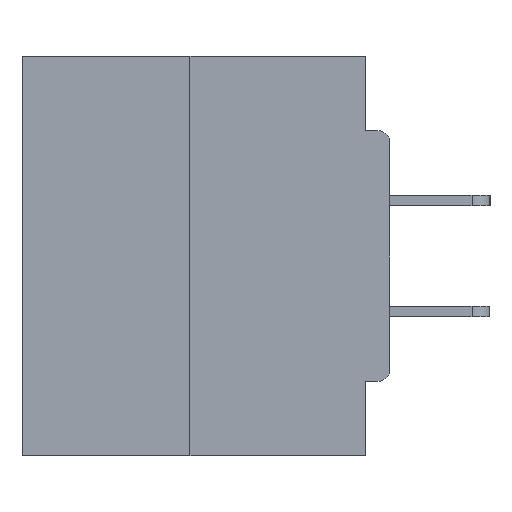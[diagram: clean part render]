
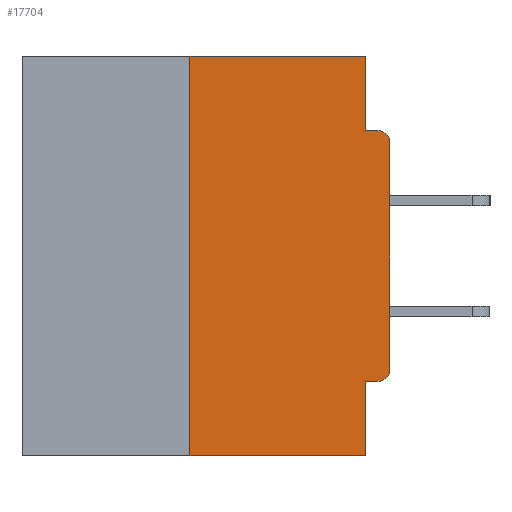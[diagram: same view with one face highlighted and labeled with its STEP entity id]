
A CAD part, left-side view. The second image highlights one B-rep face of the part: STEP entity #17704.
In plain terms, the highlighted planar face has unit normal (-1, 0, 0).
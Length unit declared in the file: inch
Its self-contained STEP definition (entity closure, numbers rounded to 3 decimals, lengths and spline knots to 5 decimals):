
#61 = VERTEX_POINT ( 'NONE', #24424 ) ;
#826 = CARTESIAN_POINT ( 'NONE',  ( 0., 0.031, -0.5 ) ) ;
#1346 = CARTESIAN_POINT ( 'NONE',  ( 0., 0., -0.0935 ) ) ;
#1358 = DIRECTION ( 'NONE',  ( 0., -1., 0. ) ) ;
#1902 = CARTESIAN_POINT ( 'NONE',  ( 0., 0.25, -0.5 ) ) ;
#2159 = EDGE_CURVE ( 'NONE', #22110, #20046, #4879, .T. ) ;
#3845 = EDGE_CURVE ( 'NONE', #7791, #61, #8928, .T. ) ;
#4120 = AXIS2_PLACEMENT_3D ( 'NONE', #25169, #14694, #25392 ) ;
#4481 = VECTOR ( 'NONE', #24613, 39.37008 ) ;
#4879 = LINE ( 'NONE', #29008, #32452 ) ;
#5189 = DIRECTION ( 'NONE',  ( -1., 0., 0. ) ) ;
#5672 = LINE ( 'NONE', #26121, #18417 ) ;
#6330 = ORIENTED_EDGE ( 'NONE', *, *, #25365, .F. ) ;
#6756 = VERTEX_POINT ( 'NONE', #24447 ) ;
#7433 = CARTESIAN_POINT ( 'NONE',  ( 0., 0.015, -0.1085 ) ) ;
#7791 = VERTEX_POINT ( 'NONE', #13453 ) ;
#8810 = CARTESIAN_POINT ( 'NONE',  ( 0., 0.015, -0.0935 ) ) ;
#8928 = LINE ( 'NONE', #33921, #29086 ) ;
#9099 = VERTEX_POINT ( 'NONE', #28743 ) ;
#9341 = ORIENTED_EDGE ( 'NONE', *, *, #3845, .T. ) ;
#10208 = EDGE_CURVE ( 'NONE', #61, #22760, #32795, .T. ) ;
#10397 = AXIS2_PLACEMENT_3D ( 'NONE', #7433, #25844, #28480 ) ;
#10711 = ORIENTED_EDGE ( 'NONE', *, *, #15541, .F. ) ;
#13364 = LINE ( 'NONE', #14047, #15415 ) ;
#13453 = CARTESIAN_POINT ( 'NONE',  ( 0., 0., -0.3915 ) ) ;
#13499 = VERTEX_POINT ( 'NONE', #31392 ) ;
#14047 = CARTESIAN_POINT ( 'NONE',  ( 0., 0., -0.4065 ) ) ;
#14694 = DIRECTION ( 'NONE',  ( 1., 0., 0. ) ) ;
#14932 = VECTOR ( 'NONE', #1358, 39.37008 ) ;
#15046 = PLANE ( 'NONE',  #4120 ) ;
#15415 = VECTOR ( 'NONE', #32659, 39.37008 ) ;
#15449 = DIRECTION ( 'NONE',  ( 0., -1., 0. ) ) ;
#15541 = EDGE_CURVE ( 'NONE', #22110, #16453, #5672, .T. ) ;
#15558 = AXIS2_PLACEMENT_3D ( 'NONE', #20979, #5189, #20625 ) ;
#15620 = DIRECTION ( 'NONE',  ( 0., 0., -1. ) ) ;
#16091 = VECTOR ( 'NONE', #15620, 39.37008 ) ;
#16453 = VERTEX_POINT ( 'NONE', #31508 ) ;
#17101 = CARTESIAN_POINT ( 'NONE',  ( 0., 0.46, 0. ) ) ;
#17393 = ORIENTED_EDGE ( 'NONE', *, *, #26654, .F. ) ;
#17503 = CARTESIAN_POINT ( 'NONE',  ( 0., 0.031, -0.5 ) ) ;
#17704 = ADVANCED_FACE ( 'NONE', ( #20806 ), #15046, .F. ) ;
#18386 = ORIENTED_EDGE ( 'NONE', *, *, #19427, .F. ) ;
#18417 = VECTOR ( 'NONE', #20962, 39.37008 ) ;
#19264 = LINE ( 'NONE', #1346, #32417 ) ;
#19377 = LINE ( 'NONE', #28483, #16091 ) ;
#19427 = EDGE_CURVE ( 'NONE', #16453, #24817, #32613, .T. ) ;
#19853 = DIRECTION ( 'NONE',  ( 0., -1., 0. ) ) ;
#20046 = VERTEX_POINT ( 'NONE', #17503 ) ;
#20625 = DIRECTION ( 'NONE',  ( 0., 0., -1. ) ) ;
#20806 = FACE_OUTER_BOUND ( 'NONE', #29069, .T. ) ;
#20962 = DIRECTION ( 'NONE',  ( 0., 0., 1. ) ) ;
#20979 = CARTESIAN_POINT ( 'NONE',  ( 0., 0.015, -0.3915 ) ) ;
#22110 = VERTEX_POINT ( 'NONE', #1902 ) ;
#22760 = VERTEX_POINT ( 'NONE', #8810 ) ;
#23591 = CARTESIAN_POINT ( 'NONE',  ( 0., 0.031, 0. ) ) ;
#23592 = DIRECTION ( 'NONE',  ( 0., 0., 1. ) ) ;
#23616 = ORIENTED_EDGE ( 'NONE', *, *, #10208, .T. ) ;
#24206 = EDGE_CURVE ( 'NONE', #6756, #22760, #19264, .T. ) ;
#24424 = CARTESIAN_POINT ( 'NONE',  ( 0., 0., -0.1085 ) ) ;
#24447 = CARTESIAN_POINT ( 'NONE',  ( 0., 0.031, -0.0935 ) ) ;
#24613 = DIRECTION ( 'NONE',  ( 0., 0., -1. ) ) ;
#24817 = VERTEX_POINT ( 'NONE', #23591 ) ;
#25169 = CARTESIAN_POINT ( 'NONE',  ( 0., 0.46, 0. ) ) ;
#25365 = EDGE_CURVE ( 'NONE', #24817, #6756, #19377, .T. ) ;
#25392 = DIRECTION ( 'NONE',  ( 0., 0., -1. ) ) ;
#25844 = DIRECTION ( 'NONE',  ( -1., 0., 0. ) ) ;
#26121 = CARTESIAN_POINT ( 'NONE',  ( 0., 0.25, 0. ) ) ;
#26654 = EDGE_CURVE ( 'NONE', #9099, #20046, #27134, .T. ) ;
#27134 = LINE ( 'NONE', #826, #4481 ) ;
#28281 = ORIENTED_EDGE ( 'NONE', *, *, #2159, .T. ) ;
#28480 = DIRECTION ( 'NONE',  ( 0., 0., -1. ) ) ;
#28483 = CARTESIAN_POINT ( 'NONE',  ( 0., 0.031, 0. ) ) ;
#28540 = ORIENTED_EDGE ( 'NONE', *, *, #33722, .F. ) ;
#28743 = CARTESIAN_POINT ( 'NONE',  ( 0., 0.031, -0.4065 ) ) ;
#29008 = CARTESIAN_POINT ( 'NONE',  ( 0., 0.46, -0.5 ) ) ;
#29069 = EDGE_LOOP ( 'NONE', ( #18386, #10711, #28281, #17393, #28540, #29963, #9341, #23616, #29293, #6330 ) ) ;
#29086 = VECTOR ( 'NONE', #23592, 39.37008 ) ;
#29293 = ORIENTED_EDGE ( 'NONE', *, *, #24206, .F. ) ;
#29963 = ORIENTED_EDGE ( 'NONE', *, *, #32305, .T. ) ;
#31392 = CARTESIAN_POINT ( 'NONE',  ( 0., 0.015, -0.4065 ) ) ;
#31508 = CARTESIAN_POINT ( 'NONE',  ( 0., 0.25, 0. ) ) ;
#32305 = EDGE_CURVE ( 'NONE', #13499, #7791, #32408, .T. ) ;
#32408 = CIRCLE ( 'NONE', #15558, 0.015 ) ;
#32417 = VECTOR ( 'NONE', #19853, 39.37008 ) ;
#32452 = VECTOR ( 'NONE', #15449, 39.37008 ) ;
#32613 = LINE ( 'NONE', #17101, #14932 ) ;
#32659 = DIRECTION ( 'NONE',  ( 0., 1., 0. ) ) ;
#32795 = CIRCLE ( 'NONE', #10397, 0.015 ) ;
#33722 = EDGE_CURVE ( 'NONE', #13499, #9099, #13364, .T. ) ;
#33921 = CARTESIAN_POINT ( 'NONE',  ( 0., 0., 0. ) ) ;
